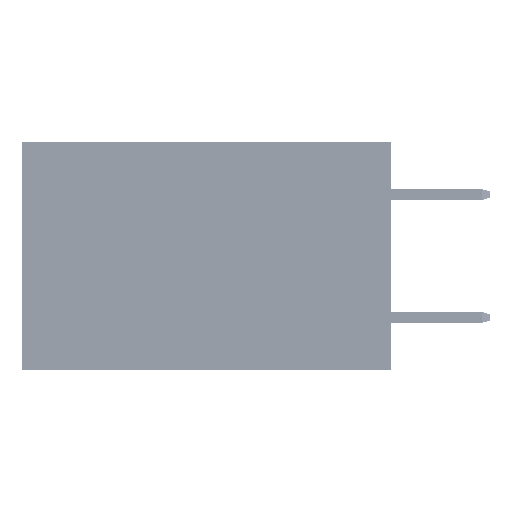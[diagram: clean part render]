
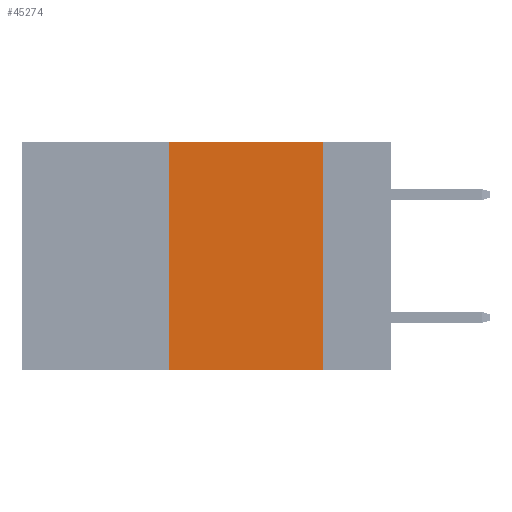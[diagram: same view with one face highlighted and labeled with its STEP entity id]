
A CAD part, left-side view. The second image highlights one B-rep face of the part: STEP entity #45274.
In plain terms, the highlighted planar face has unit normal (-1, 0, 0).
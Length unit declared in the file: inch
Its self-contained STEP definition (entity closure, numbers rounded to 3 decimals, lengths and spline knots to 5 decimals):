
#1499 = DIRECTION ( 'NONE',  ( 0., 0., -1. ) ) ;
#1997 = CARTESIAN_POINT ( 'NONE',  ( 0., 0.6, -0.37 ) ) ;
#2122 = VERTEX_POINT ( 'NONE', #32337 ) ;
#3518 = FACE_OUTER_BOUND ( 'NONE', #14858, .T. ) ;
#4762 = DIRECTION ( 'NONE',  ( 0., 0., -1. ) ) ;
#8315 = VECTOR ( 'NONE', #11601, 39.37008 ) ;
#8937 = VERTEX_POINT ( 'NONE', #44853 ) ;
#9926 = CARTESIAN_POINT ( 'NONE',  ( 0., 0.36, 0. ) ) ;
#10015 = VECTOR ( 'NONE', #1499, 39.37008 ) ;
#11601 = DIRECTION ( 'NONE',  ( 0., -1., 0. ) ) ;
#12903 = VERTEX_POINT ( 'NONE', #33572 ) ;
#13305 = AXIS2_PLACEMENT_3D ( 'NONE', #20256, #40352, #4762 ) ;
#14080 = VERTEX_POINT ( 'NONE', #30124 ) ;
#14397 = EDGE_CURVE ( 'NONE', #14080, #12903, #39517, .T. ) ;
#14858 = EDGE_LOOP ( 'NONE', ( #31425, #20602, #37361, #36862 ) ) ;
#16249 = PLANE ( 'NONE',  #13305 ) ;
#16436 = EDGE_CURVE ( 'NONE', #12903, #2122, #25707, .T. ) ;
#20256 = CARTESIAN_POINT ( 'NONE',  ( 0., 0.6, 0. ) ) ;
#20602 = ORIENTED_EDGE ( 'NONE', *, *, #16436, .F. ) ;
#22399 = VECTOR ( 'NONE', #26152, 39.37008 ) ;
#25707 = LINE ( 'NONE', #51332, #8315 ) ;
#26152 = DIRECTION ( 'NONE',  ( 0., -1., 0. ) ) ;
#28672 = LINE ( 'NONE', #1997, #22399 ) ;
#30124 = CARTESIAN_POINT ( 'NONE',  ( 0., 0.36, -0.37 ) ) ;
#31425 = ORIENTED_EDGE ( 'NONE', *, *, #34465, .F. ) ;
#32337 = CARTESIAN_POINT ( 'NONE',  ( 0., 0.11, 0. ) ) ;
#33085 = CARTESIAN_POINT ( 'NONE',  ( 0., 0.11, 0. ) ) ;
#33572 = CARTESIAN_POINT ( 'NONE',  ( 0., 0.36, 0. ) ) ;
#34465 = EDGE_CURVE ( 'NONE', #2122, #8937, #43505, .T. ) ;
#34663 = EDGE_CURVE ( 'NONE', #14080, #8937, #28672, .T. ) ;
#36862 = ORIENTED_EDGE ( 'NONE', *, *, #34663, .T. ) ;
#37361 = ORIENTED_EDGE ( 'NONE', *, *, #14397, .F. ) ;
#37750 = DIRECTION ( 'NONE',  ( 0., 0., 1. ) ) ;
#39517 = LINE ( 'NONE', #9926, #51288 ) ;
#40352 = DIRECTION ( 'NONE',  ( 1., 0., 0. ) ) ;
#43505 = LINE ( 'NONE', #33085, #10015 ) ;
#44853 = CARTESIAN_POINT ( 'NONE',  ( 0., 0.11, -0.37 ) ) ;
#45274 = ADVANCED_FACE ( 'NONE', ( #3518 ), #16249, .F. ) ;
#51288 = VECTOR ( 'NONE', #37750, 39.37008 ) ;
#51332 = CARTESIAN_POINT ( 'NONE',  ( 0., 0.6, 0. ) ) ;
